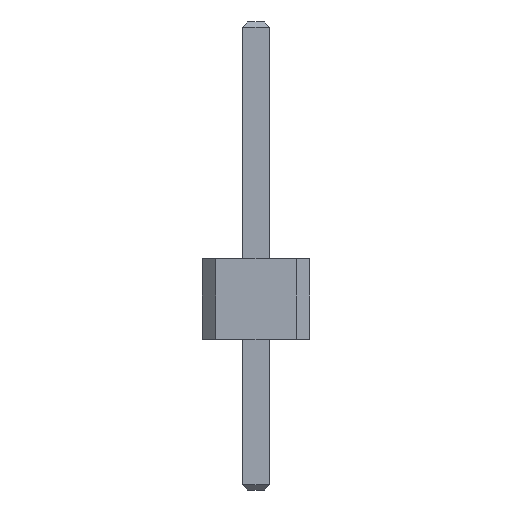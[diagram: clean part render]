
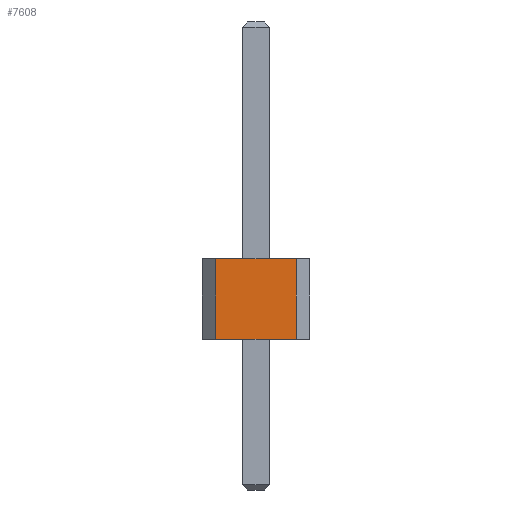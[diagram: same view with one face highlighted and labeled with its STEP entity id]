
A CAD part, front view. The second image highlights one B-rep face of the part: STEP entity #7608.
In plain terms, the highlighted planar face has unit normal (0, -1, 0).
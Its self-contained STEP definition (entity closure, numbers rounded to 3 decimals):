
#44 = PLANE('',#45);
#45 = AXIS2_PLACEMENT_3D('',#46,#47,#48);
#46 = CARTESIAN_POINT('',(-1.,0.75,0.));
#47 = DIRECTION('',(0.,0.,-1.));
#48 = DIRECTION('',(0.,1.,0.));
#100 = PLANE('',#101);
#101 = AXIS2_PLACEMENT_3D('',#102,#103,#104);
#102 = CARTESIAN_POINT('',(-1.,0.75,1.5));
#103 = DIRECTION('',(0.,0.,-1.));
#104 = DIRECTION('',(-1.,0.,0.));
#1085 = VERTEX_POINT('',#1086);
#1086 = CARTESIAN_POINT('',(0.75,-21.,0.));
#1100 = PLANE('',#1101);
#1101 = AXIS2_PLACEMENT_3D('',#1102,#1103,#1104);
#1102 = CARTESIAN_POINT('',(0.875,-20.875,0.));
#1103 = DIRECTION('',(0.707,-0.707,0.));
#1104 = DIRECTION('',(0.,0.,-1.));
#1112 = EDGE_CURVE('',#1113,#1085,#1115,.T.);
#1113 = VERTEX_POINT('',#1114);
#1114 = CARTESIAN_POINT('',(-0.75,-21.,0.));
#1115 = SURFACE_CURVE('',#1116,(#1120,#1127),.PCURVE_S1.);
#1116 = LINE('',#1117,#1118);
#1117 = CARTESIAN_POINT('',(-1.,-21.,0.));
#1118 = VECTOR('',#1119,1.);
#1119 = DIRECTION('',(1.,0.,0.));
#1120 = PCURVE('',#44,#1121);
#1121 = DEFINITIONAL_REPRESENTATION('',(#1122),#1126);
#1122 = LINE('',#1123,#1124);
#1123 = CARTESIAN_POINT('',(-21.75,0.));
#1124 = VECTOR('',#1125,1.);
#1125 = DIRECTION('',(0.,1.));
#1126 = ( GEOMETRIC_REPRESENTATION_CONTEXT(2) 
PARAMETRIC_REPRESENTATION_CONTEXT() REPRESENTATION_CONTEXT('2D SPACE',''
  ) );
#1127 = PCURVE('',#1128,#1133);
#1128 = PLANE('',#1129);
#1129 = AXIS2_PLACEMENT_3D('',#1130,#1131,#1132);
#1130 = CARTESIAN_POINT('',(-1.,-21.,0.));
#1131 = DIRECTION('',(0.,1.,0.));
#1132 = DIRECTION('',(1.,0.,0.));
#1133 = DEFINITIONAL_REPRESENTATION('',(#1134),#1138);
#1134 = LINE('',#1135,#1136);
#1135 = CARTESIAN_POINT('',(0.,0.));
#1136 = VECTOR('',#1137,1.);
#1137 = DIRECTION('',(1.,0.));
#1138 = ( GEOMETRIC_REPRESENTATION_CONTEXT(2) 
PARAMETRIC_REPRESENTATION_CONTEXT() REPRESENTATION_CONTEXT('2D SPACE',''
  ) );
#1156 = PLANE('',#1157);
#1157 = AXIS2_PLACEMENT_3D('',#1158,#1159,#1160);
#1158 = CARTESIAN_POINT('',(-0.875,-20.875,0.));
#1159 = DIRECTION('',(-0.707,-0.707,0.));
#1160 = DIRECTION('',(0.,0.,-1.));
#4013 = VERTEX_POINT('',#4014);
#4014 = CARTESIAN_POINT('',(0.75,-21.,1.5));
#4035 = EDGE_CURVE('',#4036,#4013,#4038,.T.);
#4036 = VERTEX_POINT('',#4037);
#4037 = CARTESIAN_POINT('',(-0.75,-21.,1.5));
#4038 = SURFACE_CURVE('',#4039,(#4043,#4050),.PCURVE_S1.);
#4039 = LINE('',#4040,#4041);
#4040 = CARTESIAN_POINT('',(-1.,-21.,1.5));
#4041 = VECTOR('',#4042,1.);
#4042 = DIRECTION('',(1.,0.,0.));
#4043 = PCURVE('',#100,#4044);
#4044 = DEFINITIONAL_REPRESENTATION('',(#4045),#4049);
#4045 = LINE('',#4046,#4047);
#4046 = CARTESIAN_POINT('',(0.,-21.75));
#4047 = VECTOR('',#4048,1.);
#4048 = DIRECTION('',(-1.,0.));
#4049 = ( GEOMETRIC_REPRESENTATION_CONTEXT(2) 
PARAMETRIC_REPRESENTATION_CONTEXT() REPRESENTATION_CONTEXT('2D SPACE',''
  ) );
#4050 = PCURVE('',#1128,#4051);
#4051 = DEFINITIONAL_REPRESENTATION('',(#4052),#4056);
#4052 = LINE('',#4053,#4054);
#4053 = CARTESIAN_POINT('',(0.,-1.5));
#4054 = VECTOR('',#4055,1.);
#4055 = DIRECTION('',(1.,0.));
#4056 = ( GEOMETRIC_REPRESENTATION_CONTEXT(2) 
PARAMETRIC_REPRESENTATION_CONTEXT() REPRESENTATION_CONTEXT('2D SPACE',''
  ) );
#7588 = EDGE_CURVE('',#1113,#4036,#7589,.T.);
#7589 = SURFACE_CURVE('',#7590,(#7594,#7601),.PCURVE_S1.);
#7590 = LINE('',#7591,#7592);
#7591 = CARTESIAN_POINT('',(-0.75,-21.,0.));
#7592 = VECTOR('',#7593,1.);
#7593 = DIRECTION('',(0.,0.,1.));
#7594 = PCURVE('',#1156,#7595);
#7595 = DEFINITIONAL_REPRESENTATION('',(#7596),#7600);
#7596 = LINE('',#7597,#7598);
#7597 = CARTESIAN_POINT('',(0.,0.177));
#7598 = VECTOR('',#7599,1.);
#7599 = DIRECTION('',(-1.,0.));
#7600 = ( GEOMETRIC_REPRESENTATION_CONTEXT(2) 
PARAMETRIC_REPRESENTATION_CONTEXT() REPRESENTATION_CONTEXT('2D SPACE',''
  ) );
#7601 = PCURVE('',#1128,#7602);
#7602 = DEFINITIONAL_REPRESENTATION('',(#7603),#7607);
#7603 = LINE('',#7604,#7605);
#7604 = CARTESIAN_POINT('',(0.25,0.));
#7605 = VECTOR('',#7606,1.);
#7606 = DIRECTION('',(0.,-1.));
#7607 = ( GEOMETRIC_REPRESENTATION_CONTEXT(2) 
PARAMETRIC_REPRESENTATION_CONTEXT() REPRESENTATION_CONTEXT('2D SPACE',''
  ) );
#7608 = ADVANCED_FACE('',(#7609),#1128,.F.);
#7609 = FACE_BOUND('',#7610,.F.);
#7610 = EDGE_LOOP('',(#7611,#7612,#7613,#7614));
#7611 = ORIENTED_EDGE('',*,*,#1112,.F.);
#7612 = ORIENTED_EDGE('',*,*,#7588,.T.);
#7613 = ORIENTED_EDGE('',*,*,#4035,.T.);
#7614 = ORIENTED_EDGE('',*,*,#7615,.F.);
#7615 = EDGE_CURVE('',#1085,#4013,#7616,.T.);
#7616 = SURFACE_CURVE('',#7617,(#7621,#7628),.PCURVE_S1.);
#7617 = LINE('',#7618,#7619);
#7618 = CARTESIAN_POINT('',(0.75,-21.,0.));
#7619 = VECTOR('',#7620,1.);
#7620 = DIRECTION('',(0.,0.,1.));
#7621 = PCURVE('',#1128,#7622);
#7622 = DEFINITIONAL_REPRESENTATION('',(#7623),#7627);
#7623 = LINE('',#7624,#7625);
#7624 = CARTESIAN_POINT('',(1.75,0.));
#7625 = VECTOR('',#7626,1.);
#7626 = DIRECTION('',(0.,-1.));
#7627 = ( GEOMETRIC_REPRESENTATION_CONTEXT(2) 
PARAMETRIC_REPRESENTATION_CONTEXT() REPRESENTATION_CONTEXT('2D SPACE',''
  ) );
#7628 = PCURVE('',#1100,#7629);
#7629 = DEFINITIONAL_REPRESENTATION('',(#7630),#7634);
#7630 = LINE('',#7631,#7632);
#7631 = CARTESIAN_POINT('',(0.,-0.177));
#7632 = VECTOR('',#7633,1.);
#7633 = DIRECTION('',(-1.,0.));
#7634 = ( GEOMETRIC_REPRESENTATION_CONTEXT(2) 
PARAMETRIC_REPRESENTATION_CONTEXT() REPRESENTATION_CONTEXT('2D SPACE',''
  ) );
